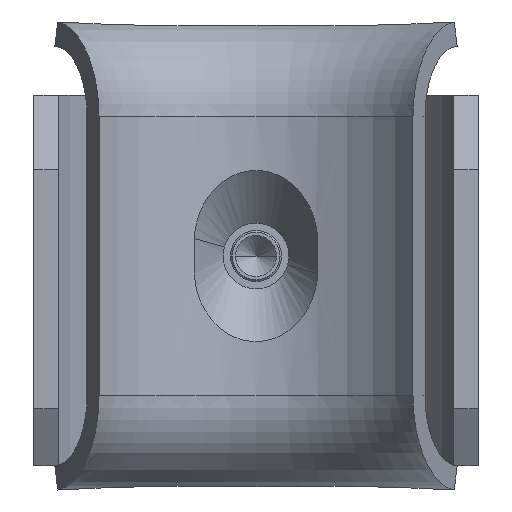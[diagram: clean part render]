
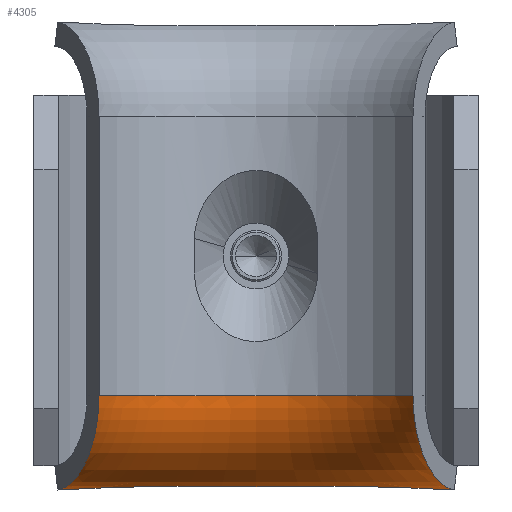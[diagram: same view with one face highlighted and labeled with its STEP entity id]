
A CAD part, front view. The second image highlights one B-rep face of the part: STEP entity #4305.
In plain terms, the highlighted toroidal (fillet/blend) face has major radius 16.75 mm and minor radius 5.75 mm.
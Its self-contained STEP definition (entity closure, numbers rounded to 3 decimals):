
#54 = CARTESIAN_POINT ( 'NONE',  ( 6.162, 6.426, -13.996 ) ) ;
#55 = B_SPLINE_CURVE_WITH_KNOTS ( 'NONE', 3,
 ( #6112, #967, #133, #2115, #10550, #1085, #3280, #12545, #8488, #6243 ),
 .UNSPECIFIED., .F., .F.,
 ( 4, 2, 2, 2, 4 ),
 ( 0., 0.25, 0.5, 0.75, 1. ),
 .UNSPECIFIED. ) ;
#133 = CARTESIAN_POINT ( 'NONE',  ( -4.187, 7.193, -13.998 ) ) ;
#240 = VERTEX_POINT ( 'NONE', #7038 ) ;
#620 = CARTESIAN_POINT ( 'NONE',  ( -9.828, -1.265, -11.043 ) ) ;
#676 = VERTEX_POINT ( 'NONE', #13586 ) ;
#746 = EDGE_CURVE ( 'NONE', #1544, #7684, #4800, .T. ) ;
#753 = CARTESIAN_POINT ( 'NONE',  ( -10.848, 1.026, -13.387 ) ) ;
#967 = CARTESIAN_POINT ( 'NONE',  ( -5.198, 6.86, -13.997 ) ) ;
#980 = CARTESIAN_POINT ( 'NONE',  ( 10.987, 1.337, -13.559 ) ) ;
#1078 = CARTESIAN_POINT ( 'NONE',  ( 7.146, 5.982, -13.994 ) ) ;
#1085 = CARTESIAN_POINT ( 'NONE',  ( 1.059, 7.75, -14. ) ) ;
#1544 = VERTEX_POINT ( 'NONE', #10826 ) ;
#1575 = VERTEX_POINT ( 'NONE', #5400 ) ;
#1735 = CARTESIAN_POINT ( 'NONE',  ( 10.11, -0.633, -11.973 ) ) ;
#1913 = CARTESIAN_POINT ( 'NONE',  ( -9.572, -1.84, -9.432 ) ) ;
#2003 = CARTESIAN_POINT ( 'NONE',  ( 9.558, -1.872, -9.244 ) ) ;
#2115 = CARTESIAN_POINT ( 'NONE',  ( -2.117, 7.637, -14. ) ) ;
#2335 = CARTESIAN_POINT ( 'NONE',  ( 0., -7.414, -8.473 ) ) ;
#2462 = DIRECTION ( 'NONE',  ( 1., 0., 0. ) ) ;
#2583 = AXIS2_PLACEMENT_3D ( 'NONE', #2335, #6469, #3368 ) ;
#2808 = CARTESIAN_POINT ( 'NONE',  ( -9.534, -1.927, -8.473 ) ) ;
#2939 = ORIENTED_EDGE ( 'NONE', *, *, #12492, .T. ) ;
#3109 = CARTESIAN_POINT ( 'NONE',  ( 11.885, 3.353, -14.189 ) ) ;
#3280 = CARTESIAN_POINT ( 'NONE',  ( 2.117, 7.637, -14. ) ) ;
#3288 = ORIENTED_EDGE ( 'NONE', *, *, #8216, .T. ) ;
#3333 = CARTESIAN_POINT ( 'NONE',  ( -9.534, -1.927, -8.473 ) ) ;
#3368 = DIRECTION ( 'NONE',  ( 1., 0., 0. ) ) ;
#3856 = CARTESIAN_POINT ( 'NONE',  ( 9.534, -1.927, -8.666 ) ) ;
#3966 = CARTESIAN_POINT ( 'NONE',  ( -12.041, 3.704, -14.212 ) ) ;
#4101 = CARTESIAN_POINT ( 'NONE',  ( 8.126, 5.53, -14.027 ) ) ;
#4124 = CARTESIAN_POINT ( 'NONE',  ( 11.277, 1.989, -13.85 ) ) ;
#4305 = ADVANCED_FACE ( 'NONE', ( #4384 ), #6757, .T. ) ;
#4384 = FACE_OUTER_BOUND ( 'NONE', #10082, .T. ) ;
#4507 = CARTESIAN_POINT ( 'NONE',  ( -11.06, 4.155, -14.186 ) ) ;
#4570 = CARTESIAN_POINT ( 'NONE',  ( -10.084, 4.616, -14.123 ) ) ;
#4800 = B_SPLINE_CURVE_WITH_KNOTS ( 'NONE', 3,
 ( #12749, #7674, #6653, #4570, #4507, #7474 ),
 .UNSPECIFIED., .F., .F.,
 ( 4, 2, 4 ),
 ( 0.012, 0.015, 0.018 ),
 .UNSPECIFIED. ) ;
#4929 = CARTESIAN_POINT ( 'NONE',  ( -11.428, 2.327, -13.966 ) ) ;
#4995 = CARTESIAN_POINT ( 'NONE',  ( -9.914, -1.074, -11.366 ) ) ;
#5062 = CARTESIAN_POINT ( 'NONE',  ( -9.539, -1.916, -8.861 ) ) ;
#5092 = CARTESIAN_POINT ( 'NONE',  ( 10.583, 0.431, -12.988 ) ) ;
#5138 = CARTESIAN_POINT ( 'NONE',  ( 10.083, 4.616, -14.123 ) ) ;
#5162 = CARTESIAN_POINT ( 'NONE',  ( 9.629, -1.712, -9.991 ) ) ;
#5400 = CARTESIAN_POINT ( 'NONE',  ( 9.534, -1.927, -8.473 ) ) ;
#5704 = AXIS2_PLACEMENT_3D ( 'NONE', #8849, #11867, #2462 ) ;
#5773 = CARTESIAN_POINT ( 'NONE',  ( -12.041, 3.704, -14.212 ) ) ;
#5800 = B_SPLINE_CURVE_WITH_KNOTS ( 'NONE', 3,
 ( #6293, #11386, #5138, #4101, #1078, #54 ),
 .UNSPECIFIED., .F., .F.,
 ( 4, 2, 4 ),
 ( 0.007, 0.01, 0.013 ),
 .UNSPECIFIED. ) ;
#5920 = CARTESIAN_POINT ( 'NONE',  ( 12.041, 3.704, -14.212 ) ) ;
#6035 = CARTESIAN_POINT ( 'NONE',  ( -10.219, -0.387, -12.252 ) ) ;
#6105 = CARTESIAN_POINT ( 'NONE',  ( -10.457, 0.146, -12.761 ) ) ;
#6112 = CARTESIAN_POINT ( 'NONE',  ( -6.162, 6.426, -13.996 ) ) ;
#6127 = CARTESIAN_POINT ( 'NONE',  ( 9.572, -1.84, -9.432 ) ) ;
#6191 = CARTESIAN_POINT ( 'NONE',  ( 10.457, 0.146, -12.761 ) ) ;
#6243 = CARTESIAN_POINT ( 'NONE',  ( 6.162, 6.426, -13.996 ) ) ;
#6293 = CARTESIAN_POINT ( 'NONE',  ( 12.041, 3.704, -14.212 ) ) ;
#6469 = DIRECTION ( 'NONE',  ( 0., 0., 1. ) ) ;
#6639 = ORIENTED_EDGE ( 'NONE', *, *, #746, .F. ) ;
#6653 = CARTESIAN_POINT ( 'NONE',  ( -8.127, 5.529, -14.027 ) ) ;
#6757 = TOROIDAL_SURFACE ( 'NONE', #2583, 16.75, 5.75 ) ;
#6876 = EDGE_CURVE ( 'NONE', #1575, #10604, #10517, .T. ) ;
#7038 = CARTESIAN_POINT ( 'NONE',  ( 12.041, 3.704, -14.212 ) ) ;
#7078 = CARTESIAN_POINT ( 'NONE',  ( -9.534, -1.927, -8.666 ) ) ;
#7102 = CARTESIAN_POINT ( 'NONE',  ( 9.534, -1.927, -8.473 ) ) ;
#7385 = ORIENTED_EDGE ( 'NONE', *, *, #8331, .F. ) ;
#7474 = CARTESIAN_POINT ( 'NONE',  ( -12.041, 3.704, -14.212 ) ) ;
#7674 = CARTESIAN_POINT ( 'NONE',  ( -7.147, 5.982, -13.994 ) ) ;
#7684 = VERTEX_POINT ( 'NONE', #5773 ) ;
#7960 = CARTESIAN_POINT ( 'NONE',  ( -9.629, -1.712, -9.991 ) ) ;
#8043 = CARTESIAN_POINT ( 'NONE',  ( 11.731, 3.008, -14.135 ) ) ;
#8153 = CARTESIAN_POINT ( 'NONE',  ( -10.11, -0.633, -11.973 ) ) ;
#8216 = EDGE_CURVE ( 'NONE', #10604, #7684, #8409, .T. ) ;
#8300 = CARTESIAN_POINT ( 'NONE',  ( 11.428, 2.327, -13.966 ) ) ;
#8331 = EDGE_CURVE ( 'NONE', #240, #676, #5800, .T. ) ;
#8409 = B_SPLINE_CURVE_WITH_KNOTS ( 'NONE', 3,
 ( #2808, #7078, #5062, #10139, #1913, #7960, #12143, #620, #4995, #8153, #6035, #6105, #10277, #753, #10212, #11112, #4929, #9183, #13377, #3966 ),
 .UNSPECIFIED., .F., .F.,
 ( 4, 2, 2, 2, 2, 2, 2, 2, 2, 4 ),
 ( 0.037, 0.037, 0.038, 0.039, 0.04, 0.042, 0.043, 0.044, 0.045, 0.046 ),
 .UNSPECIFIED. ) ;
#8488 = CARTESIAN_POINT ( 'NONE',  ( 5.198, 6.86, -13.997 ) ) ;
#8849 = CARTESIAN_POINT ( 'NONE',  ( 0., -7.414, -8.473 ) ) ;
#9130 = B_SPLINE_CURVE_WITH_KNOTS ( 'NONE', 3,
 ( #7102, #3856, #11412, #2003, #6127, #5162, #13540, #9206, #13404, #1735, #10304, #6191, #5092, #13474, #980, #4124, #8300, #8043, #3109, #5920 ),
 .UNSPECIFIED., .F., .F.,
 ( 4, 2, 2, 2, 2, 2, 2, 2, 2, 4 ),
 ( 0.037, 0.037, 0.038, 0.039, 0.04, 0.042, 0.043, 0.044, 0.045, 0.046 ),
 .UNSPECIFIED. ) ;
#9183 = CARTESIAN_POINT ( 'NONE',  ( -11.731, 3.008, -14.135 ) ) ;
#9206 = CARTESIAN_POINT ( 'NONE',  ( 9.828, -1.265, -11.043 ) ) ;
#10082 = EDGE_LOOP ( 'NONE', ( #2939, #7385, #12202, #11850, #3288, #6639 ) ) ;
#10139 = CARTESIAN_POINT ( 'NONE',  ( -9.558, -1.872, -9.244 ) ) ;
#10212 = CARTESIAN_POINT ( 'NONE',  ( -10.987, 1.337, -13.559 ) ) ;
#10277 = CARTESIAN_POINT ( 'NONE',  ( -10.583, 0.431, -12.988 ) ) ;
#10304 = CARTESIAN_POINT ( 'NONE',  ( 10.219, -0.387, -12.252 ) ) ;
#10517 = CIRCLE ( 'NONE', #5704, 11. ) ;
#10550 = CARTESIAN_POINT ( 'NONE',  ( -1.059, 7.75, -14. ) ) ;
#10604 = VERTEX_POINT ( 'NONE', #3333 ) ;
#10826 = CARTESIAN_POINT ( 'NONE',  ( -6.162, 6.426, -13.996 ) ) ;
#11112 = CARTESIAN_POINT ( 'NONE',  ( -11.277, 1.989, -13.85 ) ) ;
#11251 = EDGE_CURVE ( 'NONE', #1575, #240, #9130, .T. ) ;
#11386 = CARTESIAN_POINT ( 'NONE',  ( 11.059, 4.156, -14.186 ) ) ;
#11412 = CARTESIAN_POINT ( 'NONE',  ( 9.539, -1.916, -8.861 ) ) ;
#11850 = ORIENTED_EDGE ( 'NONE', *, *, #6876, .T. ) ;
#11867 = DIRECTION ( 'NONE',  ( 0., 0., 1. ) ) ;
#12143 = CARTESIAN_POINT ( 'NONE',  ( -9.686, -1.585, -10.356 ) ) ;
#12202 = ORIENTED_EDGE ( 'NONE', *, *, #11251, .F. ) ;
#12492 = EDGE_CURVE ( 'NONE', #1544, #676, #55, .T. ) ;
#12545 = CARTESIAN_POINT ( 'NONE',  ( 4.187, 7.193, -13.998 ) ) ;
#12749 = CARTESIAN_POINT ( 'NONE',  ( -6.162, 6.426, -13.996 ) ) ;
#13377 = CARTESIAN_POINT ( 'NONE',  ( -11.885, 3.353, -14.189 ) ) ;
#13404 = CARTESIAN_POINT ( 'NONE',  ( 9.914, -1.074, -11.366 ) ) ;
#13474 = CARTESIAN_POINT ( 'NONE',  ( 10.848, 1.026, -13.387 ) ) ;
#13540 = CARTESIAN_POINT ( 'NONE',  ( 9.686, -1.585, -10.356 ) ) ;
#13586 = CARTESIAN_POINT ( 'NONE',  ( 6.162, 6.426, -13.996 ) ) ;
